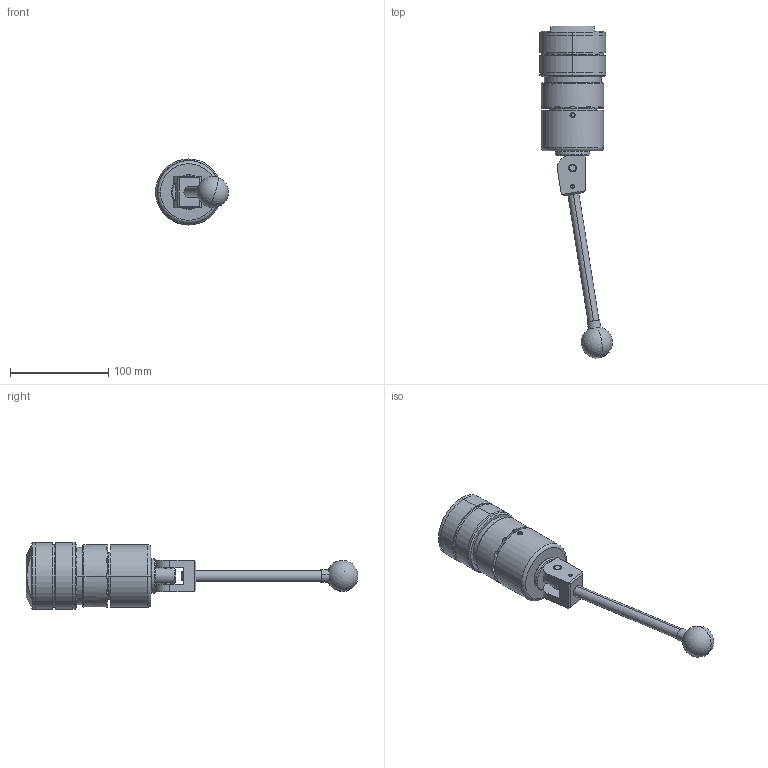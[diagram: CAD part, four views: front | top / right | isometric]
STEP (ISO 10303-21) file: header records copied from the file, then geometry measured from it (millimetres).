
FILE_DESCRIPTION (( 'STEP AP214' ), '1' );
FILE_NAME ('CTSC-003658.STEP', '2025-06-02T22:22:26', ( '' ), ( '' ), 'SwSTEP 2.0', 'SolidWorks 2023', '' );
FILE_SCHEMA (( 'AUTOMOTIVE_DESIGN' ));
Length unit declared in the file: inch
Products named in the file (1): CTSC-003658
Bounding box: 73.97 x 337.12 x 67.18 mm (x, y, z)
Volume: 441454.2 mm3; surface area: 92301.6 mm2
Topology: 10 solids, 10 shells, 275 faces, 658 edges, 413 vertices
Faces by surface type: cylinder 108, plane 98, cone 44, torus 20, bspline 3, sphere 2
Entity records: 13048 total; most frequent: CARTESIAN_POINT 3070, DIRECTION 1349, ORIENTED_EDGE 1298, EDGE_CURVE 649, AXIS2_PLACEMENT_3D 555, VERTEX_POINT 410, EDGE_LOOP 311, CIRCLE 282
